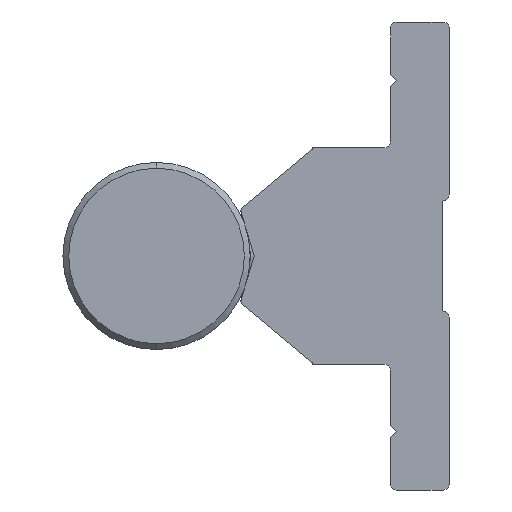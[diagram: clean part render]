
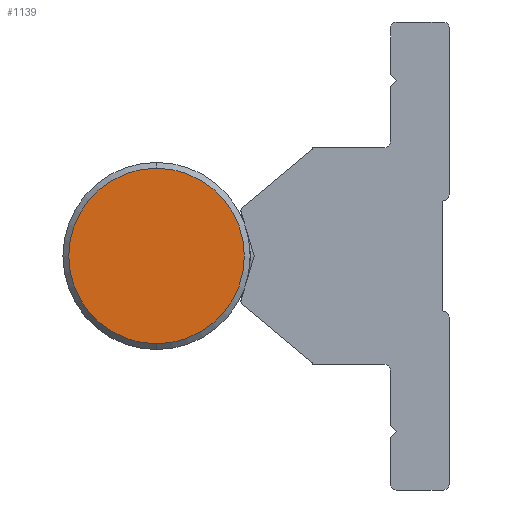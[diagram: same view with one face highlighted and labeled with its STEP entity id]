
A CAD part, left-side view. The second image highlights one B-rep face of the part: STEP entity #1139.
In plain terms, the highlighted planar face has unit normal (-1, 0, 0).
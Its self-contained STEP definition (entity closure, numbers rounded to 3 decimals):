
#372 = CARTESIAN_POINT ( 'NONE',  ( 1105., -25., -250. ) ) ;
#399 = DIRECTION ( 'NONE',  ( -1., 0., 0. ) ) ;
#590 = CIRCLE ( 'NONE', #1628, 7.5 ) ;
#782 = EDGE_LOOP ( 'NONE', ( #2355, #1493 ) ) ;
#988 = DIRECTION ( 'NONE',  ( -1., 0., 0. ) ) ;
#1074 = FACE_OUTER_BOUND ( 'NONE', #782, .T. ) ;
#1139 = ADVANCED_FACE ( 'NONE', ( #1074 ), #4002, .T. ) ;
#1444 = DIRECTION ( 'NONE',  ( -1., 0., 0. ) ) ;
#1493 = ORIENTED_EDGE ( 'NONE', *, *, #7784, .T. ) ;
#1628 = AXIS2_PLACEMENT_3D ( 'NONE', #4233, #399, #4647 ) ;
#1962 = VERTEX_POINT ( 'NONE', #2071 ) ;
#2071 = CARTESIAN_POINT ( 'NONE',  ( 1105., 0., -7.5 ) ) ;
#2314 = CARTESIAN_POINT ( 'NONE',  ( 1105., 0., 7.5 ) ) ;
#2355 = ORIENTED_EDGE ( 'NONE', *, *, #4683, .T. ) ;
#2465 = AXIS2_PLACEMENT_3D ( 'NONE', #3342, #1444, #7631 ) ;
#3342 = CARTESIAN_POINT ( 'NONE',  ( 1105., 0., 0. ) ) ;
#4002 = PLANE ( 'NONE',  #4592 ) ;
#4233 = CARTESIAN_POINT ( 'NONE',  ( 1105., 0., 0. ) ) ;
#4592 = AXIS2_PLACEMENT_3D ( 'NONE', #372, #988, #5261 ) ;
#4647 = DIRECTION ( 'NONE',  ( 0., 0., 1. ) ) ;
#4683 = EDGE_CURVE ( 'NONE', #1962, #5610, #590, .T. ) ;
#5261 = DIRECTION ( 'NONE',  ( 0., 0., 1. ) ) ;
#5610 = VERTEX_POINT ( 'NONE', #2314 ) ;
#7311 = CIRCLE ( 'NONE', #2465, 7.5 ) ;
#7631 = DIRECTION ( 'NONE',  ( 0., 0., 1. ) ) ;
#7784 = EDGE_CURVE ( 'NONE', #5610, #1962, #7311, .T. ) ;
